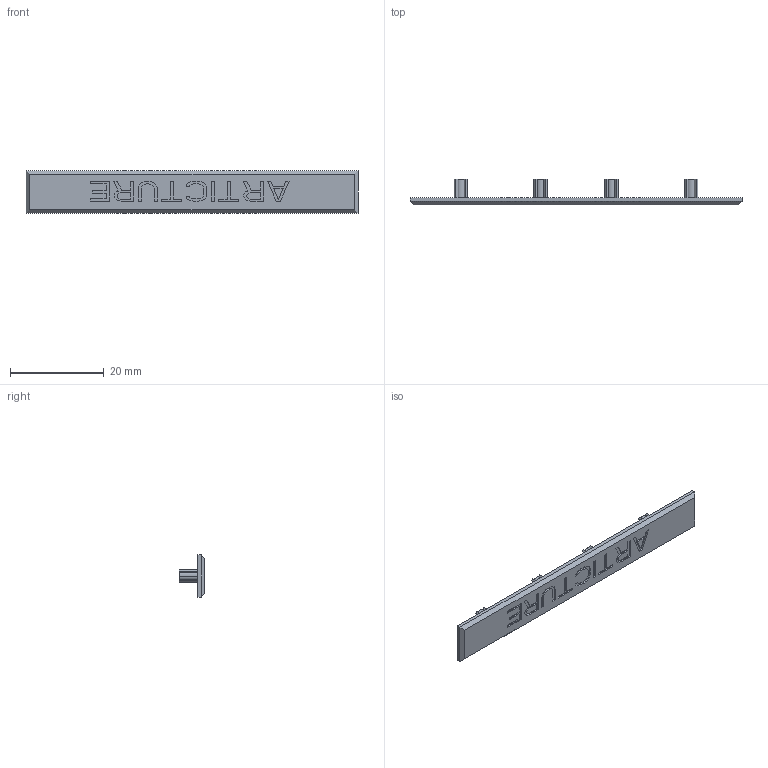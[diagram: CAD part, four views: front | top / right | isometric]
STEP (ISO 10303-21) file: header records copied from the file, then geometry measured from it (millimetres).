
FILE_DESCRIPTION((''),'2;1');
FILE_NAME('TAG_2','2021-06-29T',('User'),(''),'CREO PARAMETRIC BY PTC INC, 2014350','CREO PARAMETRIC BY PTC INC, 2014350','');
FILE_SCHEMA(('AUTOMOTIVE_DESIGN { 1 0 10303 214 1 1 1 1 }'));
Length unit declared in the file: millimetre
Products named in the file (1): TAG_2
Bounding box: 71 x 5.5 x 9 mm (x, y, z)
Volume: 942 mm3; surface area: 1799.1 mm2
Topology: 1 solids, 1 shells, 263 faces, 735 edges, 494 vertices
Faces by surface type: plane 239, cylinder 24
Entity records: 12662 total; most frequent: CARTESIAN_POINT 1494, ORIENTED_EDGE 1470, DIRECTION 1325, PRESENTATION_STYLE_ASSIGNMENT 906, STYLED_ITEM 736, CURVE_STYLE 735, EDGE_CURVE 735, VECTOR 671
